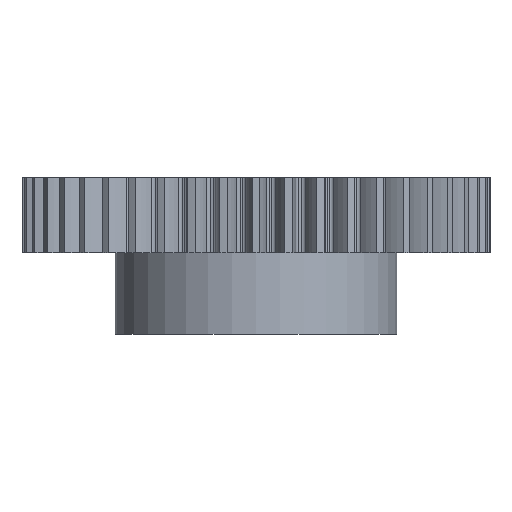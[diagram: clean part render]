
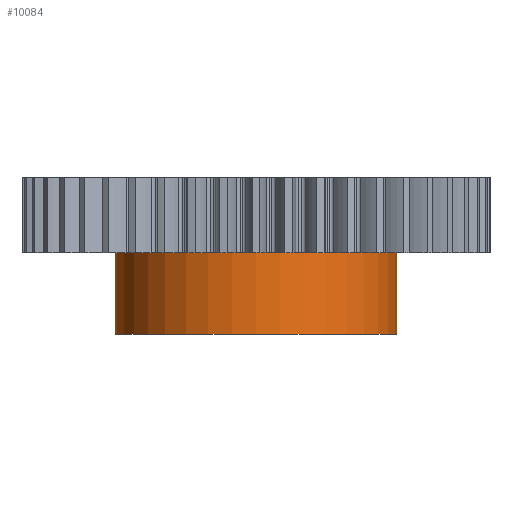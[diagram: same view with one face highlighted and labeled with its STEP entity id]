
A CAD part, front view. The second image highlights one B-rep face of the part: STEP entity #10084.
In plain terms, the highlighted cylindrical face has radius 22.5 mm (diameter 45 mm), a partial arc.
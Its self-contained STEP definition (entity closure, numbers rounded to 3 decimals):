
#894 = DIRECTION ( 'NONE',  ( 1., 0., 0. ) ) ;
#895 = DIRECTION ( 'NONE',  ( 0., 0., 1. ) ) ;
#896 = CARTESIAN_POINT ( 'NONE',  ( 0., 0., 0. ) ) ;
#900 = CIRCLE ( 'NONE', #901, 22.5 ) ;
#901 = AXIS2_PLACEMENT_3D ( 'NONE', #896, #895, #894 ) ;
#3425 = CARTESIAN_POINT ( 'NONE',  ( 22.5, 0., -13. ) ) ;
#3429 = CARTESIAN_POINT ( 'NONE',  ( 22.5, 0., 0. ) ) ;
#3431 = CARTESIAN_POINT ( 'NONE',  ( -22.5, 0., -13. ) ) ;
#3472 = DIRECTION ( 'NONE',  ( 0., 0., 1. ) ) ;
#3473 = VECTOR ( 'NONE', #3472, 1000. ) ;
#3474 = CARTESIAN_POINT ( 'NONE',  ( -22.5, 0., -13. ) ) ;
#3475 = LINE ( 'NONE', #3474, #3473 ) ;
#3504 = CARTESIAN_POINT ( 'NONE',  ( -22.5, 0., 0. ) ) ;
#3934 = DIRECTION ( 'NONE',  ( 0., 0., 1. ) ) ;
#3935 = VECTOR ( 'NONE', #3934, 1000. ) ;
#3941 = LINE ( 'NONE', #3942, #3935 ) ;
#3942 = CARTESIAN_POINT ( 'NONE',  ( 22.5, 0., -13. ) ) ;
#5988 = CIRCLE ( 'NONE', #6042, 22.5 ) ;
#6007 = CARTESIAN_POINT ( 'NONE',  ( 0., 0., -13. ) ) ;
#6040 = DIRECTION ( 'NONE',  ( 1., 0., 0. ) ) ;
#6041 = DIRECTION ( 'NONE',  ( 0., 0., 1. ) ) ;
#6042 = AXIS2_PLACEMENT_3D ( 'NONE', #6007, #6041, #6040 ) ;
#6050 = FACE_OUTER_BOUND ( 'NONE', #10034, .T. ) ;
#6063 = CYLINDRICAL_SURFACE ( 'NONE', #6091, 22.5 ) ;
#6089 = DIRECTION ( 'NONE',  ( 1., 0., 0. ) ) ;
#6090 = DIRECTION ( 'NONE',  ( 0., 0., 1. ) ) ;
#6091 = AXIS2_PLACEMENT_3D ( 'NONE', #6097, #6090, #6089 ) ;
#6097 = CARTESIAN_POINT ( 'NONE',  ( 0., 0., -13. ) ) ;
#6840 = EDGE_CURVE ( 'NONE', #8353, #8344, #900, .T. ) ;
#8341 = VERTEX_POINT ( 'NONE', #3425 ) ;
#8342 = VERTEX_POINT ( 'NONE', #3431 ) ;
#8344 = VERTEX_POINT ( 'NONE', #3429 ) ;
#8346 = EDGE_CURVE ( 'NONE', #8342, #8353, #3475, .T. ) ;
#8353 = VERTEX_POINT ( 'NONE', #3504 ) ;
#8597 = EDGE_CURVE ( 'NONE', #8341, #8344, #3941, .T. ) ;
#10029 = ORIENTED_EDGE ( 'NONE', *, *, #10036, .T. ) ;
#10032 = ORIENTED_EDGE ( 'NONE', *, *, #8346, .F. ) ;
#10034 = EDGE_LOOP ( 'NONE', ( #10032, #10029, #10178, #10079 ) ) ;
#10036 = EDGE_CURVE ( 'NONE', #8342, #8341, #5988, .T. ) ;
#10079 = ORIENTED_EDGE ( 'NONE', *, *, #6840, .F. ) ;
#10084 = ADVANCED_FACE ( 'NONE', ( #6050 ), #6063, .T. ) ;
#10178 = ORIENTED_EDGE ( 'NONE', *, *, #8597, .T. ) ;
